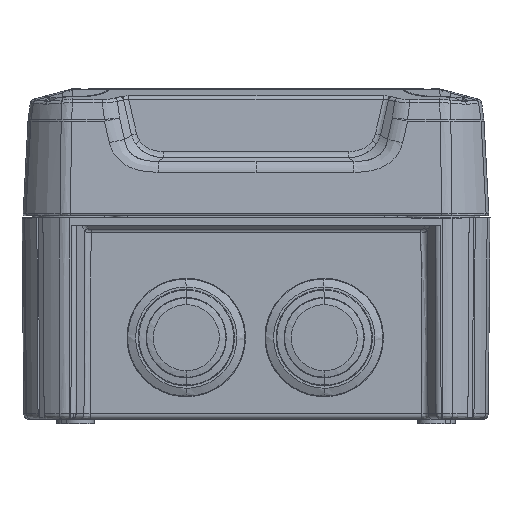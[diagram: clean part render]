
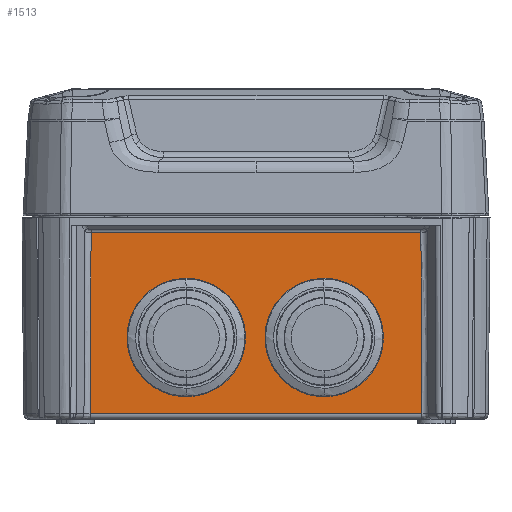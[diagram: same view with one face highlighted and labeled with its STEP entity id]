
A CAD part, left-side view. The second image highlights one B-rep face of the part: STEP entity #1513.
In plain terms, the highlighted planar face has unit normal (-1, 0, -0.009).
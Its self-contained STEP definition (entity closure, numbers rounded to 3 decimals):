
#104=FACE_BOUND('',#5883,.T.);
#105=FACE_BOUND('',#5884,.T.);
#1513=ADVANCED_FACE('',(#3682,#104,#105),#32529,.T.);
#3682=FACE_OUTER_BOUND('',#5882,.T.);
#5882=EDGE_LOOP('',(#13317,#13318,#13319,#13320));
#5883=EDGE_LOOP('',(#13321,#13322));
#5884=EDGE_LOOP('',(#13323,#13324));
#13317=ORIENTED_EDGE('',*,*,#20037,.F.);
#13318=ORIENTED_EDGE('',*,*,#20505,.T.);
#13319=ORIENTED_EDGE('',*,*,#20414,.T.);
#13320=ORIENTED_EDGE('',*,*,#20504,.T.);
#13321=ORIENTED_EDGE('',*,*,#20416,.F.);
#13322=ORIENTED_EDGE('',*,*,#20415,.F.);
#13323=ORIENTED_EDGE('',*,*,#20418,.F.);
#13324=ORIENTED_EDGE('',*,*,#20417,.F.);
#20037=EDGE_CURVE('',#29423,#29421,#24439,.T.);
#20414=EDGE_CURVE('',#29720,#29721,#27076,.T.);
#20415=EDGE_CURVE('',#29587,#29586,#24694,.T.);
#20416=EDGE_CURVE('',#29586,#29587,#24695,.T.);
#20417=EDGE_CURVE('',#29582,#29583,#24696,.T.);
#20418=EDGE_CURVE('',#29583,#29582,#24697,.T.);
#20504=EDGE_CURVE('',#29721,#29421,#24749,.T.);
#20505=EDGE_CURVE('',#29423,#29720,#24750,.T.);
#24439=(
BOUNDED_CURVE()
B_SPLINE_CURVE(1,(#79495,#79496),.UNSPECIFIED.,.F.,.F.)
B_SPLINE_CURVE_WITH_KNOTS((2,2),(-82.172,0.),.UNSPECIFIED.)
CURVE()
GEOMETRIC_REPRESENTATION_ITEM()
RATIONAL_B_SPLINE_CURVE((1.,1.))
REPRESENTATION_ITEM('')
);
#24694=(
BOUNDED_CURVE()
B_SPLINE_CURVE(2,(#81274,#81275,#81276,#81277,#81278),.UNSPECIFIED.,.F.,
 .F.)
B_SPLINE_CURVE_WITH_KNOTS((3,2,3),(-40.998,-20.499,
0.),.UNSPECIFIED.)
CURVE()
GEOMETRIC_REPRESENTATION_ITEM()
RATIONAL_B_SPLINE_CURVE((1.,0.707,1.,0.707,1.))
REPRESENTATION_ITEM('')
);
#24695=(
BOUNDED_CURVE()
B_SPLINE_CURVE(2,(#81279,#81280,#81281,#81282,#81283),.UNSPECIFIED.,.F.,
 .F.)
B_SPLINE_CURVE_WITH_KNOTS((3,2,3),(-40.998,-20.499,
0.),.UNSPECIFIED.)
CURVE()
GEOMETRIC_REPRESENTATION_ITEM()
RATIONAL_B_SPLINE_CURVE((1.,0.707,1.,0.707,1.))
REPRESENTATION_ITEM('')
);
#24696=(
BOUNDED_CURVE()
B_SPLINE_CURVE(2,(#81284,#81285,#81286,#81287,#81288),.UNSPECIFIED.,.F.,
 .F.)
B_SPLINE_CURVE_WITH_KNOTS((3,2,3),(-40.998,-20.499,
0.),.UNSPECIFIED.)
CURVE()
GEOMETRIC_REPRESENTATION_ITEM()
RATIONAL_B_SPLINE_CURVE((1.,0.707,1.,0.707,1.))
REPRESENTATION_ITEM('')
);
#24697=(
BOUNDED_CURVE()
B_SPLINE_CURVE(2,(#81289,#81290,#81291,#81292,#81293),.UNSPECIFIED.,.F.,
 .F.)
B_SPLINE_CURVE_WITH_KNOTS((3,2,3),(-40.998,-20.499,
0.),.UNSPECIFIED.)
CURVE()
GEOMETRIC_REPRESENTATION_ITEM()
RATIONAL_B_SPLINE_CURVE((1.,0.707,1.,0.707,1.))
REPRESENTATION_ITEM('')
);
#24749=(
BOUNDED_CURVE()
B_SPLINE_CURVE(1,(#81563,#81564),.UNSPECIFIED.,.F.,.F.)
B_SPLINE_CURVE_WITH_KNOTS((2,2),(0.,45.09),.UNSPECIFIED.)
CURVE()
GEOMETRIC_REPRESENTATION_ITEM()
RATIONAL_B_SPLINE_CURVE((1.,1.))
REPRESENTATION_ITEM('')
);
#24750=(
BOUNDED_CURVE()
B_SPLINE_CURVE(1,(#81565,#81566),.UNSPECIFIED.,.F.,.F.)
B_SPLINE_CURVE_WITH_KNOTS((2,2),(0.,45.09),.UNSPECIFIED.)
CURVE()
GEOMETRIC_REPRESENTATION_ITEM()
RATIONAL_B_SPLINE_CURVE((1.,1.))
REPRESENTATION_ITEM('')
);
#27076=B_SPLINE_CURVE_WITH_KNOTS('',1,(#81272,#81273),.UNSPECIFIED.,.F.,
 .F.,(2,2),(0.,82.622),.UNSPECIFIED.);
#29421=VERTEX_POINT('',#76769);
#29423=VERTEX_POINT('',#76771);
#29582=VERTEX_POINT('',#76930);
#29583=VERTEX_POINT('',#76931);
#29586=VERTEX_POINT('',#76934);
#29587=VERTEX_POINT('',#76935);
#29720=VERTEX_POINT('',#77068);
#29721=VERTEX_POINT('',#77069);
#32529=PLANE('',#33208);
#33208=AXIS2_PLACEMENT_3D('',#72855,#33717,$);
#33717=DIRECTION('',(-1.,0.,-0.009));
#72855=CARTESIAN_POINT('',(-137.85,49.574,49.136));
#76769=CARTESIAN_POINT('',(-137.81,-41.086,44.625));
#76771=CARTESIAN_POINT('',(-137.81,41.086,44.625));
#76930=CARTESIAN_POINT('',(-137.697,17.,31.632));
#76931=CARTESIAN_POINT('',(-137.469,17.,5.533));
#76934=CARTESIAN_POINT('',(-137.697,-17.,31.632));
#76935=CARTESIAN_POINT('',(-137.469,-17.,5.533));
#77068=CARTESIAN_POINT('',(-137.417,41.311,-0.463));
#77069=CARTESIAN_POINT('',(-137.417,-41.311,-0.463));
#79495=CARTESIAN_POINT('',(-137.81,41.086,44.625));
#79496=CARTESIAN_POINT('',(-137.81,-41.086,44.625));
#81272=CARTESIAN_POINT('',(-137.417,41.311,-0.463));
#81273=CARTESIAN_POINT('',(-137.417,-41.311,-0.463));
#81274=CARTESIAN_POINT('',(-137.469,-17.,5.533));
#81275=CARTESIAN_POINT('',(-137.469,-30.05,5.533));
#81276=CARTESIAN_POINT('',(-137.583,-30.05,18.583));
#81277=CARTESIAN_POINT('',(-137.697,-30.05,31.632));
#81278=CARTESIAN_POINT('',(-137.697,-17.,31.632));
#81279=CARTESIAN_POINT('',(-137.697,-17.,31.632));
#81280=CARTESIAN_POINT('',(-137.697,-3.95,31.632));
#81281=CARTESIAN_POINT('',(-137.583,-3.95,18.583));
#81282=CARTESIAN_POINT('',(-137.469,-3.95,5.533));
#81283=CARTESIAN_POINT('',(-137.469,-17.,5.533));
#81284=CARTESIAN_POINT('',(-137.697,17.,31.632));
#81285=CARTESIAN_POINT('',(-137.697,30.05,31.632));
#81286=CARTESIAN_POINT('',(-137.583,30.05,18.583));
#81287=CARTESIAN_POINT('',(-137.469,30.05,5.533));
#81288=CARTESIAN_POINT('',(-137.469,17.,5.533));
#81289=CARTESIAN_POINT('',(-137.469,17.,5.533));
#81290=CARTESIAN_POINT('',(-137.469,3.95,5.533));
#81291=CARTESIAN_POINT('',(-137.583,3.95,18.583));
#81292=CARTESIAN_POINT('',(-137.697,3.95,31.632));
#81293=CARTESIAN_POINT('',(-137.697,17.,31.632));
#81563=CARTESIAN_POINT('',(-137.417,-41.311,-0.463));
#81564=CARTESIAN_POINT('',(-137.81,-41.086,44.625));
#81565=CARTESIAN_POINT('',(-137.81,41.086,44.625));
#81566=CARTESIAN_POINT('',(-137.417,41.311,-0.463));
